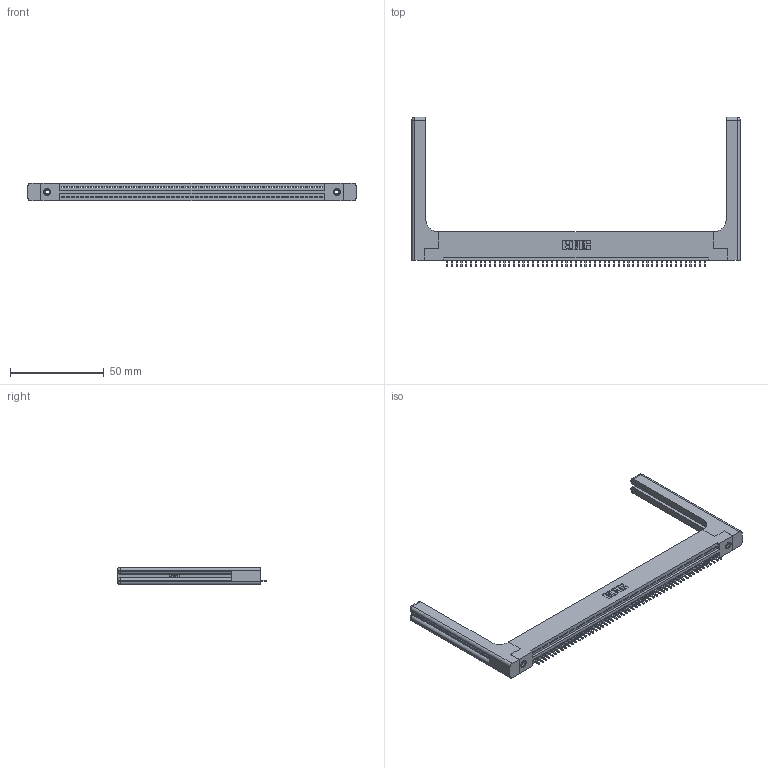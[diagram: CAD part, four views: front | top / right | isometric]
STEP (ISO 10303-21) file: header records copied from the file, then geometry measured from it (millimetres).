
FILE_DESCRIPTION (( 'STEP AP203' ), '1' );
FILE_NAME ('345-055-521-158.STEP', '2019-10-10T02:00:51', ( '' ), ( '' ), 'SwSTEP 2.0', 'SolidWorks 2016', '' );
FILE_SCHEMA (( 'CONFIG_CONTROL_DESIGN' ));
Length unit declared in the file: inch
Products named in the file (5): 345 Part_Flush Mounting Lugs - 0.156 Dia-TH; 345-055-521-158; 345-220-058_345-220-058; 345-250-001_345-250-001-102; 345-292-001_345-293-121
Assembly tree (60 placements, depth 2):
  345-055-521-158
    345 Part_Flush Mounting Lugs - 0.156 Dia-TH
    345-292-001_345-293-121  x55
    345-250-001_345-250-001-102  x2
    345-220-058_345-220-058  x2
Bounding box: 174.73 x 79.68 x 9.4 mm (x, y, z)
Volume: 25050.7 mm3; surface area: 26858 mm2
Topology: 60 solids, 60 shells, 3572 faces, 10687 edges, 7030 vertices
Faces by surface type: plane 2428, cylinder 1084, bspline 36, cone 12, sphere 8, torus 4
Entity records: 44844 total; most frequent: CARTESIAN_POINT 8738, ORIENTED_EDGE 7524, DIRECTION 6560, EDGE_CURVE 3762, VECTOR 3318, LINE 3318, VERTEX_POINT 2498, AXIS2_PLACEMENT_3D 1621
